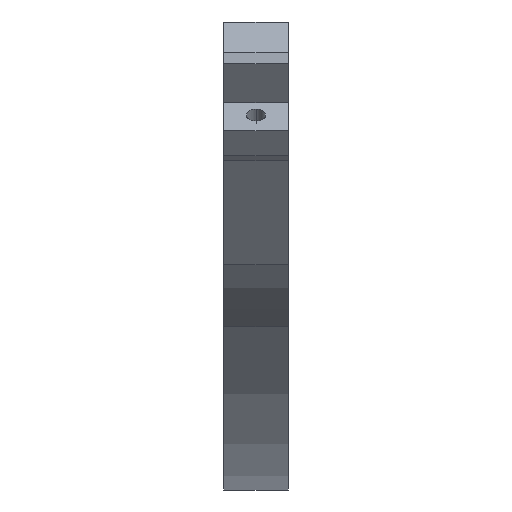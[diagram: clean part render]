
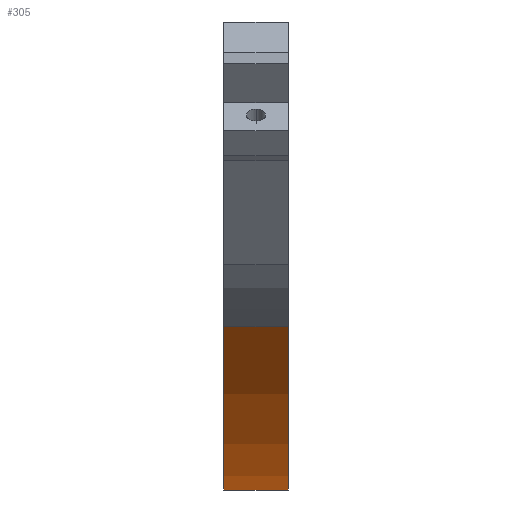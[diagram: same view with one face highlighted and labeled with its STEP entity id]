
A CAD part, top view. The second image highlights one B-rep face of the part: STEP entity #305.
In plain terms, the highlighted cylindrical face has radius 241.476 mm (diameter 482.953 mm), a partial arc.
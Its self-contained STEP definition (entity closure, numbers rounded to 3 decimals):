
#1 = EDGE_LOOP ( 'NONE', ( #615, #676, #212, #963 ) ) ;
#9 = VECTOR ( 'NONE', #1129, 1000. ) ;
#10 = EDGE_CURVE ( 'NONE', #904, #1120, #1078, .T. ) ;
#49 = EDGE_CURVE ( 'NONE', #912, #1106, #471, .T. ) ;
#58 = AXIS2_PLACEMENT_3D ( 'NONE', #540, #60, #826 ) ;
#60 = DIRECTION ( 'NONE',  ( -1., 0., 0. ) ) ;
#64 = CARTESIAN_POINT ( 'NONE',  ( 0., 30.374, 192.421 ) ) ;
#94 = CARTESIAN_POINT ( 'NONE',  ( 0., 241.476, 75.176 ) ) ;
#194 = AXIS2_PLACEMENT_3D ( 'NONE', #94, #1143, #476 ) ;
#212 = ORIENTED_EDGE ( 'NONE', *, *, #1219, .T. ) ;
#225 = DIRECTION ( 'NONE',  ( 0., 0., 1. ) ) ;
#305 = ADVANCED_FACE ( 'NONE', ( #918 ), #730, .T. ) ;
#319 = AXIS2_PLACEMENT_3D ( 'NONE', #1081, #1202, #225 ) ;
#328 = EDGE_CURVE ( 'NONE', #912, #904, #419, .T. ) ;
#407 = CARTESIAN_POINT ( 'NONE',  ( 12., 30.374, 192.421 ) ) ;
#419 = CIRCLE ( 'NONE', #319, 241.476 ) ;
#471 = LINE ( 'NONE', #571, #500 ) ;
#476 = DIRECTION ( 'NONE',  ( 0., 0., 1. ) ) ;
#500 = VECTOR ( 'NONE', #1233, 1000. ) ;
#540 = CARTESIAN_POINT ( 'NONE',  ( 12., 241.476, 75.176 ) ) ;
#571 = CARTESIAN_POINT ( 'NONE',  ( 12., 30.374, 192.421 ) ) ;
#615 = ORIENTED_EDGE ( 'NONE', *, *, #328, .F. ) ;
#676 = ORIENTED_EDGE ( 'NONE', *, *, #49, .T. ) ;
#730 = CYLINDRICAL_SURFACE ( 'NONE', #58, 241.476 ) ;
#826 = DIRECTION ( 'NONE',  ( 0., 0., 1. ) ) ;
#841 = CARTESIAN_POINT ( 'NONE',  ( 0., 12.741, -2.226 ) ) ;
#904 = VERTEX_POINT ( 'NONE', #992 ) ;
#912 = VERTEX_POINT ( 'NONE', #407 ) ;
#918 = FACE_OUTER_BOUND ( 'NONE', #1, .T. ) ;
#963 = ORIENTED_EDGE ( 'NONE', *, *, #10, .F. ) ;
#992 = CARTESIAN_POINT ( 'NONE',  ( 12., 12.741, -2.226 ) ) ;
#1078 = LINE ( 'NONE', #1187, #9 ) ;
#1081 = CARTESIAN_POINT ( 'NONE',  ( 12., 241.476, 75.176 ) ) ;
#1106 = VERTEX_POINT ( 'NONE', #64 ) ;
#1116 = CIRCLE ( 'NONE', #194, 241.476 ) ;
#1120 = VERTEX_POINT ( 'NONE', #841 ) ;
#1129 = DIRECTION ( 'NONE',  ( -1., 0., 0. ) ) ;
#1143 = DIRECTION ( 'NONE',  ( 1., 0., 0. ) ) ;
#1187 = CARTESIAN_POINT ( 'NONE',  ( 12., 12.741, -2.226 ) ) ;
#1202 = DIRECTION ( 'NONE',  ( 1., 0., 0. ) ) ;
#1219 = EDGE_CURVE ( 'NONE', #1106, #1120, #1116, .T. ) ;
#1233 = DIRECTION ( 'NONE',  ( -1., 0., 0. ) ) ;
